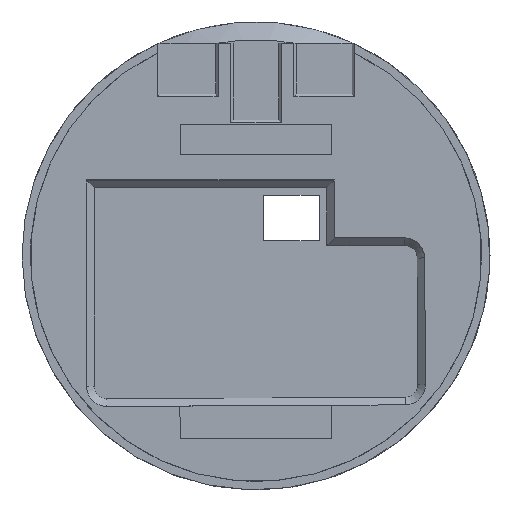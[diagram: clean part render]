
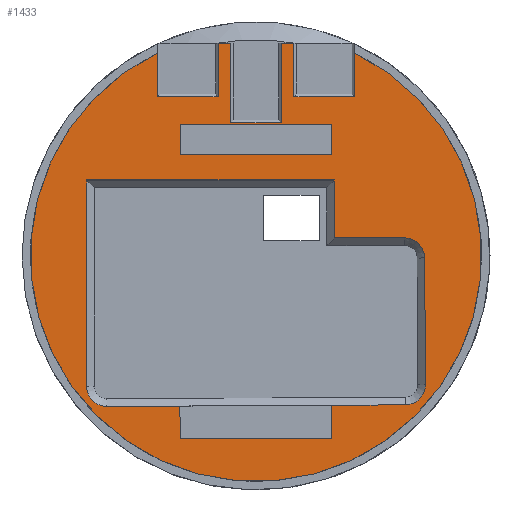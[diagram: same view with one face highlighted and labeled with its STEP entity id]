
A CAD part, top view. The second image highlights one B-rep face of the part: STEP entity #1433.
In plain terms, the highlighted planar face has unit normal (0, 0, 1).
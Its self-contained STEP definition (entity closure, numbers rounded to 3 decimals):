
#40=FACE_BOUND('',#282,.T.);
#41=FACE_BOUND('',#283,.T.);
#105=PLANE('',#1564);
#188=FACE_OUTER_BOUND('',#281,.T.);
#281=EDGE_LOOP('',(#1309,#1310,#1311,#1312,#1313,#1314,#1315,#1316,#1317,
#1318,#1319,#1320));
#282=EDGE_LOOP('',(#1321,#1322,#1323,#1324,#1325,#1326,#1327,#1328,#1329,
#1330,#1331,#1332,#1333));
#283=EDGE_LOOP('',(#1334,#1335,#1336,#1337));
#304=LINE('',#2673,#458);
#321=LINE('',#2708,#475);
#324=LINE('',#2713,#478);
#326=LINE('',#2717,#480);
#341=LINE('',#2749,#495);
#343=LINE('',#2753,#497);
#347=LINE('',#2761,#501);
#359=LINE('',#2788,#513);
#362=LINE('',#2793,#516);
#372=LINE('',#2831,#526);
#376=LINE('',#2839,#530);
#379=LINE('',#2845,#533);
#382=LINE('',#2850,#536);
#384=LINE('',#2856,#538);
#392=LINE('',#2872,#546);
#395=LINE('',#2878,#549);
#398=LINE('',#2884,#552);
#403=LINE('',#2893,#557);
#426=LINE('',#2952,#580);
#428=LINE('',#2956,#582);
#430=LINE('',#2960,#584);
#434=LINE('',#2971,#588);
#435=LINE('',#2975,#589);
#436=LINE('',#2977,#590);
#437=LINE('',#2979,#591);
#458=VECTOR('',#1671,10.);
#475=VECTOR('',#1696,10.);
#478=VECTOR('',#1701,10.);
#480=VECTOR('',#1705,10.);
#495=VECTOR('',#1730,10.);
#497=VECTOR('',#1734,10.);
#501=VECTOR('',#1740,10.);
#513=VECTOR('',#1762,10.);
#516=VECTOR('',#1767,10.);
#526=VECTOR('',#1807,10.);
#530=VECTOR('',#1813,10.);
#533=VECTOR('',#1818,10.);
#536=VECTOR('',#1823,10.);
#538=VECTOR('',#1829,10.);
#546=VECTOR('',#1841,10.);
#549=VECTOR('',#1846,10.);
#552=VECTOR('',#1853,10.);
#557=VECTOR('',#1860,10.);
#580=VECTOR('',#1919,10.);
#582=VECTOR('',#1923,10.);
#584=VECTOR('',#1927,10.);
#588=VECTOR('',#1939,10.);
#589=VECTOR('',#1946,10.);
#590=VECTOR('',#1949,10.);
#591=VECTOR('',#1952,10.);
#609=CIRCLE('',#1486,44.6);
#622=CIRCLE('',#1551,4.);
#623=CIRCLE('',#1557,4.);
#624=CIRCLE('',#1560,4.);
#650=VERTEX_POINT('',#2209);
#653=VERTEX_POINT('',#2604);
#656=VERTEX_POINT('',#2672);
#669=VERTEX_POINT('',#2705);
#670=VERTEX_POINT('',#2707);
#671=VERTEX_POINT('',#2711);
#672=VERTEX_POINT('',#2715);
#684=VERTEX_POINT('',#2747);
#685=VERTEX_POINT('',#2751);
#688=VERTEX_POINT('',#2759);
#697=VERTEX_POINT('',#2785);
#698=VERTEX_POINT('',#2787);
#705=VERTEX_POINT('',#2829);
#706=VERTEX_POINT('',#2830);
#709=VERTEX_POINT('',#2838);
#711=VERTEX_POINT('',#2844);
#713=VERTEX_POINT('',#2854);
#714=VERTEX_POINT('',#2855);
#720=VERTEX_POINT('',#2871);
#722=VERTEX_POINT('',#2877);
#723=VERTEX_POINT('',#2883);
#726=VERTEX_POINT('',#2891);
#743=VERTEX_POINT('',#2946);
#744=VERTEX_POINT('',#2950);
#745=VERTEX_POINT('',#2954);
#746=VERTEX_POINT('',#2958);
#747=VERTEX_POINT('',#2963);
#748=VERTEX_POINT('',#2965);
#749=VERTEX_POINT('',#2969);
#790=EDGE_CURVE('',#650,#653,#609,.T.);
#794=EDGE_CURVE('',#656,#650,#304,.T.);
#811=EDGE_CURVE('',#670,#669,#321,.T.);
#814=EDGE_CURVE('',#669,#671,#324,.T.);
#816=EDGE_CURVE('',#671,#672,#326,.T.);
#832=EDGE_CURVE('',#653,#684,#341,.T.);
#834=EDGE_CURVE('',#684,#685,#343,.T.);
#838=EDGE_CURVE('',#685,#688,#347,.T.);
#851=EDGE_CURVE('',#698,#697,#359,.T.);
#854=EDGE_CURVE('',#697,#656,#362,.T.);
#871=EDGE_CURVE('',#705,#706,#372,.T.);
#875=EDGE_CURVE('',#706,#709,#376,.T.);
#878=EDGE_CURVE('',#709,#711,#379,.T.);
#881=EDGE_CURVE('',#711,#705,#382,.T.);
#883=EDGE_CURVE('',#713,#714,#384,.T.);
#891=EDGE_CURVE('',#720,#713,#392,.T.);
#894=EDGE_CURVE('',#722,#720,#395,.T.);
#897=EDGE_CURVE('',#723,#722,#398,.T.);
#902=EDGE_CURVE('',#714,#726,#403,.T.);
#930=EDGE_CURVE('',#726,#743,#622,.T.);
#932=EDGE_CURVE('',#743,#744,#426,.T.);
#934=EDGE_CURVE('',#744,#745,#428,.T.);
#936=EDGE_CURVE('',#745,#746,#430,.T.);
#938=EDGE_CURVE('',#748,#747,#623,.T.);
#941=EDGE_CURVE('',#747,#749,#434,.T.);
#942=EDGE_CURVE('',#749,#723,#624,.T.);
#943=EDGE_CURVE('',#746,#748,#435,.T.);
#944=EDGE_CURVE('',#672,#698,#436,.T.);
#945=EDGE_CURVE('',#688,#670,#437,.T.);
#1309=ORIENTED_EDGE('',*,*,#816,.T.);
#1310=ORIENTED_EDGE('',*,*,#944,.T.);
#1311=ORIENTED_EDGE('',*,*,#851,.T.);
#1312=ORIENTED_EDGE('',*,*,#854,.T.);
#1313=ORIENTED_EDGE('',*,*,#794,.T.);
#1314=ORIENTED_EDGE('',*,*,#790,.T.);
#1315=ORIENTED_EDGE('',*,*,#832,.T.);
#1316=ORIENTED_EDGE('',*,*,#834,.T.);
#1317=ORIENTED_EDGE('',*,*,#838,.T.);
#1318=ORIENTED_EDGE('',*,*,#945,.T.);
#1319=ORIENTED_EDGE('',*,*,#811,.T.);
#1320=ORIENTED_EDGE('',*,*,#814,.T.);
#1321=ORIENTED_EDGE('',*,*,#883,.T.);
#1322=ORIENTED_EDGE('',*,*,#902,.T.);
#1323=ORIENTED_EDGE('',*,*,#930,.T.);
#1324=ORIENTED_EDGE('',*,*,#932,.T.);
#1325=ORIENTED_EDGE('',*,*,#934,.T.);
#1326=ORIENTED_EDGE('',*,*,#936,.T.);
#1327=ORIENTED_EDGE('',*,*,#943,.T.);
#1328=ORIENTED_EDGE('',*,*,#938,.T.);
#1329=ORIENTED_EDGE('',*,*,#941,.T.);
#1330=ORIENTED_EDGE('',*,*,#942,.T.);
#1331=ORIENTED_EDGE('',*,*,#897,.T.);
#1332=ORIENTED_EDGE('',*,*,#894,.T.);
#1333=ORIENTED_EDGE('',*,*,#891,.T.);
#1334=ORIENTED_EDGE('',*,*,#878,.T.);
#1335=ORIENTED_EDGE('',*,*,#881,.T.);
#1336=ORIENTED_EDGE('',*,*,#871,.T.);
#1337=ORIENTED_EDGE('',*,*,#875,.T.);
#1433=ADVANCED_FACE('',(#188,#40,#41),#105,.T.);
#1486=AXIS2_PLACEMENT_3D('',#2630,#1663,#1664);
#1551=AXIS2_PLACEMENT_3D('',#2948,#1914,#1915);
#1557=AXIS2_PLACEMENT_3D('',#2966,#1933,#1934);
#1560=AXIS2_PLACEMENT_3D('',#2973,#1942,#1943);
#1564=AXIS2_PLACEMENT_3D('',#2980,#1953,#1954);
#1663=DIRECTION('center_axis',(0.,0.,1.));
#1664=DIRECTION('ref_axis',(1.,0.,0.));
#1671=DIRECTION('',(0.,1.,0.));
#1696=DIRECTION('',(0.,-1.,0.));
#1701=DIRECTION('',(-1.,0.,0.));
#1705=DIRECTION('',(0.,1.,0.));
#1730=DIRECTION('',(0.,-1.,0.));
#1734=DIRECTION('',(-1.,0.,0.));
#1740=DIRECTION('',(0.,1.,0.));
#1762=DIRECTION('',(0.,-1.,0.));
#1767=DIRECTION('',(-1.,0.,0.));
#1807=DIRECTION('',(0.,1.,0.));
#1813=DIRECTION('',(1.,0.,0.));
#1818=DIRECTION('',(0.,-1.,0.));
#1823=DIRECTION('',(-1.,0.,0.));
#1829=DIRECTION('',(-0.005,1.,0.));
#1841=DIRECTION('',(-1.,0.,0.));
#1846=DIRECTION('',(0.005,-1.,0.));
#1853=DIRECTION('',(-1.,-0.005,0.));
#1860=DIRECTION('',(-1.,-0.005,0.));
#1914=DIRECTION('center_axis',(0.,0.,-1.));
#1915=DIRECTION('ref_axis',(-1.,0.,0.));
#1919=DIRECTION('',(0.,1.,0.));
#1923=DIRECTION('',(1.,0.,0.));
#1927=DIRECTION('',(0.,-1.,0.));
#1933=DIRECTION('center_axis',(0.,0.,-1.));
#1934=DIRECTION('ref_axis',(1.,0.005,0.));
#1939=DIRECTION('',(0.005,-1.,0.));
#1942=DIRECTION('center_axis',(0.,0.,-1.));
#1943=DIRECTION('ref_axis',(0.005,-1.,0.));
#1946=DIRECTION('',(1.,0.001,0.));
#1949=DIRECTION('',(-1.,0.,0.));
#1952=DIRECTION('',(-1.,0.,0.));
#1953=DIRECTION('center_axis',(0.,0.,1.));
#1954=DIRECTION('ref_axis',(1.,0.,0.));
#2209=CARTESIAN_POINT('',(-19.5,40.111,1.));
#2604=CARTESIAN_POINT('',(19.5,40.111,1.));
#2630=CARTESIAN_POINT('Origin',(0.,0.,1.));
#2672=CARTESIAN_POINT('',(-19.5,31.465,1.));
#2673=CARTESIAN_POINT('',(-19.5,15.082,1.));
#2705=CARTESIAN_POINT('',(5.,26.319,1.));
#2707=CARTESIAN_POINT('',(5.,42.,1.));
#2708=CARTESIAN_POINT('',(5.,42.,1.));
#2711=CARTESIAN_POINT('',(-5.,26.319,1.));
#2713=CARTESIAN_POINT('',(2.5,26.319,1.));
#2715=CARTESIAN_POINT('',(-5.,42.,1.));
#2717=CARTESIAN_POINT('',(-5.,12.509,1.));
#2747=CARTESIAN_POINT('',(19.5,31.465,1.));
#2749=CARTESIAN_POINT('',(19.5,20.35,1.));
#2751=CARTESIAN_POINT('',(7.5,31.465,1.));
#2753=CARTESIAN_POINT('',(9.75,31.465,1.));
#2759=CARTESIAN_POINT('',(7.5,42.,1.));
#2761=CARTESIAN_POINT('',(7.5,15.082,1.));
#2785=CARTESIAN_POINT('',(-7.5,31.465,1.));
#2787=CARTESIAN_POINT('',(-7.5,42.,1.));
#2788=CARTESIAN_POINT('',(-7.5,42.,1.));
#2793=CARTESIAN_POINT('',(-3.75,31.465,1.));
#2829=CARTESIAN_POINT('',(-15.,20.,1.));
#2830=CARTESIAN_POINT('',(-15.,26.,1.));
#2831=CARTESIAN_POINT('',(-15.,9.35,1.));
#2838=CARTESIAN_POINT('',(15.,26.,1.));
#2839=CARTESIAN_POINT('',(-7.5,26.,1.));
#2844=CARTESIAN_POINT('',(15.,20.,1.));
#2845=CARTESIAN_POINT('',(15.,12.35,1.));
#2850=CARTESIAN_POINT('',(7.5,20.,1.));
#2854=CARTESIAN_POINT('',(-15.,-36.,1.));
#2855=CARTESIAN_POINT('',(-15.033,-29.674,1.));
#2856=CARTESIAN_POINT('',(-15.089,-18.689,1.));
#2871=CARTESIAN_POINT('',(15.,-36.,1.));
#2872=CARTESIAN_POINT('',(7.5,-36.,1.));
#2877=CARTESIAN_POINT('',(14.967,-29.519,1.));
#2878=CARTESIAN_POINT('',(14.893,-15.371,1.));
#2883=CARTESIAN_POINT('',(29.5,-29.443,1.));
#2884=CARTESIAN_POINT('',(14.823,-29.519,1.));
#2891=CARTESIAN_POINT('',(-29.478,-29.748,1.));
#2893=CARTESIAN_POINT('',(14.823,-29.519,1.));
#2946=CARTESIAN_POINT('',(-33.499,-25.749,1.));
#2948=CARTESIAN_POINT('Origin',(-29.499,-25.749,1.));
#2950=CARTESIAN_POINT('',(-33.499,15.,1.));
#2952=CARTESIAN_POINT('',(-33.499,-13.524,1.));
#2954=CARTESIAN_POINT('',(15.501,15.,1.));
#2956=CARTESIAN_POINT('',(-16.749,15.,1.));
#2958=CARTESIAN_POINT('',(15.501,3.557,1.));
#2960=CARTESIAN_POINT('',(15.501,6.85,1.));
#2963=CARTESIAN_POINT('',(33.35,-0.407,1.));
#2965=CARTESIAN_POINT('',(29.346,3.572,1.));
#2966=CARTESIAN_POINT('Origin',(29.35,-0.428,1.));
#2969=CARTESIAN_POINT('',(33.479,-25.423,1.));
#2971=CARTESIAN_POINT('',(33.352,-0.767,1.));
#2973=CARTESIAN_POINT('Origin',(29.479,-25.443,1.));
#2975=CARTESIAN_POINT('',(7.748,3.548,1.));
#2977=CARTESIAN_POINT('',(-5.,42.,1.));
#2979=CARTESIAN_POINT('',(7.5,42.,1.));
#2980=CARTESIAN_POINT('Origin',(0.,-1.3,1.));
